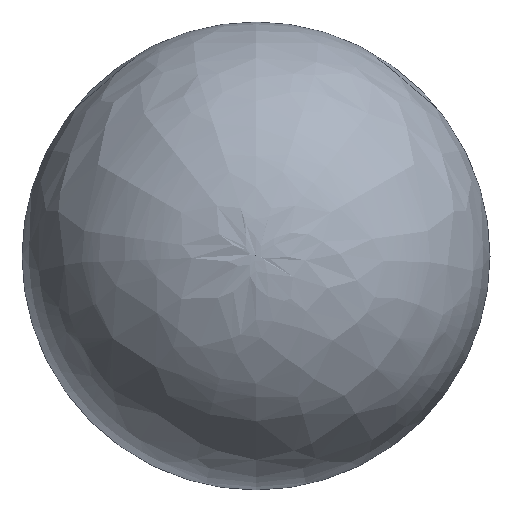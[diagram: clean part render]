
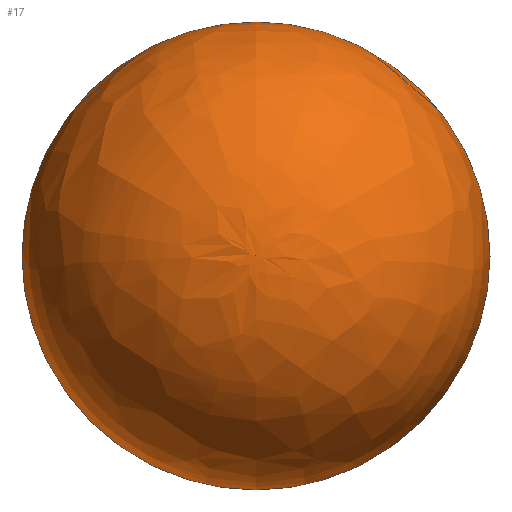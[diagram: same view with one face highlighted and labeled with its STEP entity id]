
A CAD part, top view. The second image highlights one B-rep face of the part: STEP entity #17.
In plain terms, the highlighted free-form (B-spline) face has degree [2, 2] with [7, 3] control points.
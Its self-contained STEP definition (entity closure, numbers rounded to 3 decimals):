
#17 = ADVANCED_FACE('',(#18),#60,.T.);
#18 = FACE_BOUND('',#19,.T.);
#19 = EDGE_LOOP('',(#20,#30,#43,#44,#52));
#20 = ORIENTED_EDGE('',*,*,#21,.F.);
#21 = EDGE_CURVE('',#22,#24,#26,.T.);
#22 = VERTEX_POINT('',#23);
#23 = CARTESIAN_POINT('',(0.,29.551,0.));
#24 = VERTEX_POINT('',#25);
#25 = CARTESIAN_POINT('',(29.551,0.,0.));
#26 = ( BOUNDED_CURVE() B_SPLINE_CURVE(2,(#27,#28,#29),.UNSPECIFIED.,.F.
,.F.) B_SPLINE_CURVE_WITH_KNOTS((3,3),(1.571,3.142),
.PIECEWISE_BEZIER_KNOTS.) CURVE() GEOMETRIC_REPRESENTATION_ITEM() 
RATIONAL_B_SPLINE_CURVE((1.,0.707,1.)) REPRESENTATION_ITEM('') 
  );
#27 = CARTESIAN_POINT('',(0.,29.551,0.));
#28 = CARTESIAN_POINT('',(29.551,29.551,0.));
#29 = CARTESIAN_POINT('',(29.551,0.,0.));
#30 = ORIENTED_EDGE('',*,*,#31,.T.);
#31 = EDGE_CURVE('',#22,#32,#34,.T.);
#32 = VERTEX_POINT('',#33);
#33 = CARTESIAN_POINT('',(0.,0.,
    29.551));
#34 = B_SPLINE_CURVE_WITH_KNOTS('',7,(#35,#36,#37,#38,#39,#40,#41,#42),
  .UNSPECIFIED.,.F.,.F.,(8,8),(0.,1.571),
  .PIECEWISE_BEZIER_KNOTS.);
#35 = CARTESIAN_POINT('',(0.,29.551,
    0.));
#36 = CARTESIAN_POINT('',(0.,29.551,
    6.631));
#37 = CARTESIAN_POINT('',(0.,27.815,
    13.263));
#38 = CARTESIAN_POINT('',(0.,24.343,
    19.349));
#39 = CARTESIAN_POINT('',(0.,19.349,
    24.343));
#40 = CARTESIAN_POINT('',(0.,13.263,
    27.815));
#41 = CARTESIAN_POINT('',(0.,6.631,
    29.551));
#42 = CARTESIAN_POINT('',(0.,0.,29.551));
#43 = ORIENTED_EDGE('',*,*,#31,.F.);
#44 = ORIENTED_EDGE('',*,*,#45,.F.);
#45 = EDGE_CURVE('',#46,#22,#48,.T.);
#46 = VERTEX_POINT('',#47);
#47 = CARTESIAN_POINT('',(-29.551,0.,0.));
#48 = ( BOUNDED_CURVE() B_SPLINE_CURVE(2,(#49,#50,#51),.UNSPECIFIED.,.F.
,.F.) B_SPLINE_CURVE_WITH_KNOTS((3,3),(0.,1.571),
.PIECEWISE_BEZIER_KNOTS.) CURVE() GEOMETRIC_REPRESENTATION_ITEM() 
RATIONAL_B_SPLINE_CURVE((1.,0.707,1.)) REPRESENTATION_ITEM('') 
  );
#49 = CARTESIAN_POINT('',(-29.551,0.,0.));
#50 = CARTESIAN_POINT('',(-29.551,29.551,0.));
#51 = CARTESIAN_POINT('',(0.,29.551,0.));
#52 = ORIENTED_EDGE('',*,*,#53,.T.);
#53 = EDGE_CURVE('',#46,#24,#54,.T.);
#54 = ( BOUNDED_CURVE() B_SPLINE_CURVE(2,(#55,#56,#57,#58,#59),
.UNSPECIFIED.,.F.,.F.) B_SPLINE_CURVE_WITH_KNOTS((3,2,3),(4.712
,6.283,7.854),.PIECEWISE_BEZIER_KNOTS.) CURVE() 
GEOMETRIC_REPRESENTATION_ITEM() RATIONAL_B_SPLINE_CURVE((1.,
0.707,1.,0.707,1.)) REPRESENTATION_ITEM('') );
#55 = CARTESIAN_POINT('',(-29.551,0.,
    0.));
#56 = CARTESIAN_POINT('',(-29.551,-29.551,
    0.));
#57 = CARTESIAN_POINT('',(0.,-29.551,
    0.));
#58 = CARTESIAN_POINT('',(29.551,-29.551,
    0.));
#59 = CARTESIAN_POINT('',(29.551,0.,
    0.));
#60 = ( BOUNDED_SURFACE() B_SPLINE_SURFACE(2,2,(
    (#61,#62,#63)
    ,(#64,#65,#66)
    ,(#67,#68,#69)
    ,(#70,#71,#72)
    ,(#73,#74,#75)
    ,(#76,#77,#78)
    ,(#79,#80,#81
)),.UNSPECIFIED.,.T.,.F.,.F.) B_SPLINE_SURFACE_WITH_KNOTS((1,2,2,2,2,1),
  (3,3),(-2.094,0.,2.094,4.189,6.283,
    8.378),(0.,1.571),.UNSPECIFIED.) 
GEOMETRIC_REPRESENTATION_ITEM() RATIONAL_B_SPLINE_SURFACE((
    (1.,0.707,1.)
    ,(0.5,0.354,0.5)
    ,(1.,0.707,1.)
    ,(0.5,0.354,0.5)
    ,(1.,0.707,1.)
    ,(0.5,0.354,0.5)
,(1.,0.707,1.))) REPRESENTATION_ITEM('') SURFACE() );
#61 = CARTESIAN_POINT('',(0.,29.551,
    0.));
#62 = CARTESIAN_POINT('',(0.,29.551,
    29.551));
#63 = CARTESIAN_POINT('',(0.,0.,
    29.551));
#64 = CARTESIAN_POINT('',(-51.185,29.551,
    0.));
#65 = CARTESIAN_POINT('',(-51.185,29.551,
    29.551));
#66 = CARTESIAN_POINT('',(0.,0.,
    29.551));
#67 = CARTESIAN_POINT('',(-25.592,-14.776,
    0.));
#68 = CARTESIAN_POINT('',(-25.592,-14.776,
    29.551));
#69 = CARTESIAN_POINT('',(0.,0.,
    29.551));
#70 = CARTESIAN_POINT('',(0.,-59.103,
    0.));
#71 = CARTESIAN_POINT('',(0.,-59.103,
    29.551));
#72 = CARTESIAN_POINT('',(0.,0.,
    29.551));
#73 = CARTESIAN_POINT('',(25.592,-14.776,
    0.));
#74 = CARTESIAN_POINT('',(25.592,-14.776,
    29.551));
#75 = CARTESIAN_POINT('',(0.,0.,
    29.551));
#76 = CARTESIAN_POINT('',(51.185,29.551,
    0.));
#77 = CARTESIAN_POINT('',(51.185,29.551,
    29.551));
#78 = CARTESIAN_POINT('',(0.,0.,
    29.551));
#79 = CARTESIAN_POINT('',(0.,29.551,
    0.));
#80 = CARTESIAN_POINT('',(0.,29.551,
    29.551));
#81 = CARTESIAN_POINT('',(0.,0.,
    29.551));
